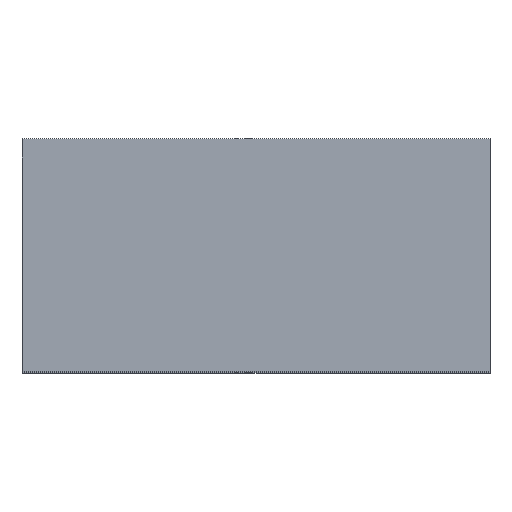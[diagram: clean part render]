
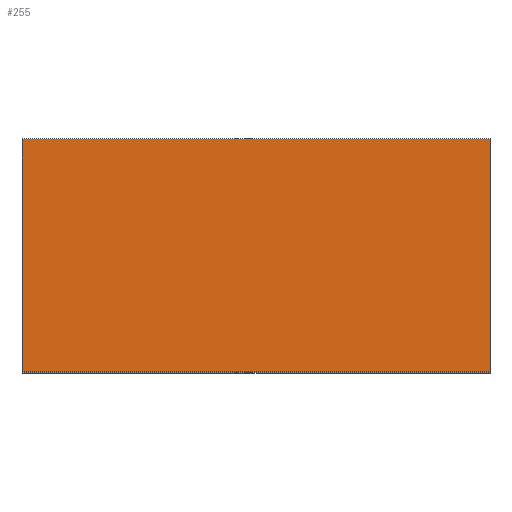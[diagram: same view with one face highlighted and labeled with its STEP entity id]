
A CAD part, top view. The second image highlights one B-rep face of the part: STEP entity #255.
In plain terms, the highlighted planar face has unit normal (0, 0, 1).
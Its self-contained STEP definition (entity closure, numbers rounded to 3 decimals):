
#2 = CARTESIAN_POINT ( 'NONE',  ( 0., 6., 75. ) ) ;
#3 = CARTESIAN_POINT ( 'NONE',  ( -2000., 6., 75. ) ) ;
#30 = CARTESIAN_POINT ( 'NONE',  ( -2000., 1000., 75. ) ) ;
#53 = VERTEX_POINT ( 'NONE', #1294 ) ;
#61 = DIRECTION ( 'NONE',  ( 0., -1., 0. ) ) ;
#93 = VERTEX_POINT ( 'NONE', #30 ) ;
#165 = PLANE ( 'NONE',  #971 ) ;
#171 = DIRECTION ( 'NONE',  ( 0., 0., 1. ) ) ;
#188 = CARTESIAN_POINT ( 'NONE',  ( -2000., 1000., 75. ) ) ;
#191 = ORIENTED_EDGE ( 'NONE', *, *, #198, .T. ) ;
#198 = EDGE_CURVE ( 'NONE', #93, #1063, #390, .T. ) ;
#225 = LINE ( 'NONE', #649, #953 ) ;
#255 = ADVANCED_FACE ( 'NONE', ( #1102 ), #165, .T. ) ;
#268 = ORIENTED_EDGE ( 'NONE', *, *, #350, .T. ) ;
#340 = VECTOR ( 'NONE', #733, 1000. ) ;
#350 = EDGE_CURVE ( 'NONE', #1063, #1289, #550, .T. ) ;
#373 = DIRECTION ( 'NONE',  ( 1., 0., 0. ) ) ;
#390 = LINE ( 'NONE', #617, #1092 ) ;
#550 = LINE ( 'NONE', #3, #340 ) ;
#596 = ORIENTED_EDGE ( 'NONE', *, *, #1243, .F. ) ;
#598 = DIRECTION ( 'NONE',  ( 0., -1., 0. ) ) ;
#617 = CARTESIAN_POINT ( 'NONE',  ( -2000., 1000., 75. ) ) ;
#649 = CARTESIAN_POINT ( 'NONE',  ( 0., 1000., 75. ) ) ;
#717 = DIRECTION ( 'NONE',  ( 0., -1., 0. ) ) ;
#733 = DIRECTION ( 'NONE',  ( 1., 0., 0. ) ) ;
#939 = ORIENTED_EDGE ( 'NONE', *, *, #966, .F. ) ;
#953 = VECTOR ( 'NONE', #717, 1000. ) ;
#958 = CARTESIAN_POINT ( 'NONE',  ( -2000., 1000., 75. ) ) ;
#966 = EDGE_CURVE ( 'NONE', #93, #53, #1311, .T. ) ;
#971 = AXIS2_PLACEMENT_3D ( 'NONE', #188, #171, #598 ) ;
#1063 = VERTEX_POINT ( 'NONE', #1348 ) ;
#1092 = VECTOR ( 'NONE', #61, 1000. ) ;
#1102 = FACE_OUTER_BOUND ( 'NONE', #1356, .T. ) ;
#1117 = VECTOR ( 'NONE', #373, 1000. ) ;
#1243 = EDGE_CURVE ( 'NONE', #53, #1289, #225, .T. ) ;
#1289 = VERTEX_POINT ( 'NONE', #2 ) ;
#1294 = CARTESIAN_POINT ( 'NONE',  ( 0., 1000., 75. ) ) ;
#1311 = LINE ( 'NONE', #958, #1117 ) ;
#1348 = CARTESIAN_POINT ( 'NONE',  ( -2000., 6., 75. ) ) ;
#1356 = EDGE_LOOP ( 'NONE', ( #596, #939, #191, #268 ) ) ;
